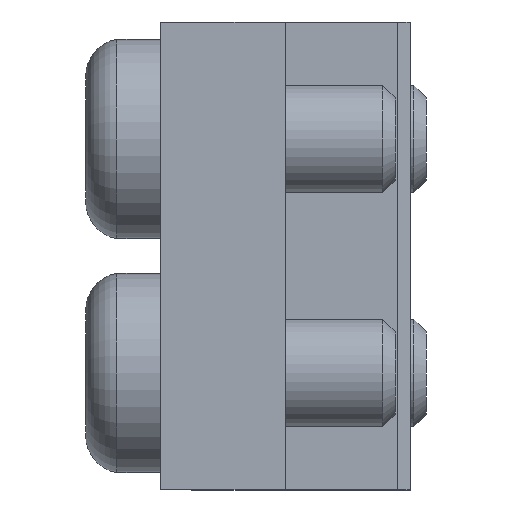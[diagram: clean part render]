
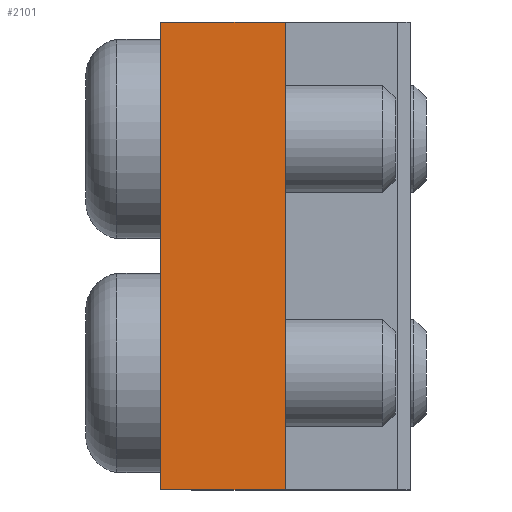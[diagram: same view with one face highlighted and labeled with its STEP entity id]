
A CAD part, left-side view. The second image highlights one B-rep face of the part: STEP entity #2101.
In plain terms, the highlighted face is planar.
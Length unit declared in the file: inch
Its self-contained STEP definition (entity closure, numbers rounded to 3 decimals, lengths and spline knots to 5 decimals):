
#11 = DIRECTION ( 'NONE',  ( 0., -1., 0. ) ) ;
#96 = CARTESIAN_POINT ( 'NONE',  ( 0., 0.22, 0. ) ) ;
#120 = CARTESIAN_POINT ( 'NONE',  ( 0.375, 0.22, 0. ) ) ;
#367 = CARTESIAN_POINT ( 'NONE',  ( 0.375, 0.12, 0. ) ) ;
#379 = VERTEX_POINT ( 'NONE', #2009 ) ;
#381 = CARTESIAN_POINT ( 'NONE',  ( 0.375, 0., 0. ) ) ;
#585 = VECTOR ( 'NONE', #11, 39.37008 ) ;
#619 = EDGE_LOOP ( 'NONE', ( #793, #1048, #2540, #782 ) ) ;
#782 = ORIENTED_EDGE ( 'NONE', *, *, #939, .T. ) ;
#793 = ORIENTED_EDGE ( 'NONE', *, *, #1388, .T. ) ;
#829 = FACE_OUTER_BOUND ( 'NONE', #619, .T. ) ;
#865 = EDGE_CURVE ( 'NONE', #1866, #1104, #1406, .T. ) ;
#877 = LINE ( 'NONE', #1723, #585 ) ;
#888 = AXIS2_PLACEMENT_3D ( 'NONE', #381, #1885, #1491 ) ;
#939 = EDGE_CURVE ( 'NONE', #1866, #2640, #1350, .T. ) ;
#1042 = VECTOR ( 'NONE', #1576, 39.37008 ) ;
#1048 = ORIENTED_EDGE ( 'NONE', *, *, #2799, .T. ) ;
#1104 = VERTEX_POINT ( 'NONE', #367 ) ;
#1228 = LINE ( 'NONE', #1407, #2724 ) ;
#1350 = LINE ( 'NONE', #120, #1042 ) ;
#1388 = EDGE_CURVE ( 'NONE', #2640, #379, #877, .T. ) ;
#1390 = CARTESIAN_POINT ( 'NONE',  ( 0.375, 0.22, 0. ) ) ;
#1406 = LINE ( 'NONE', #1781, #1536 ) ;
#1407 = CARTESIAN_POINT ( 'NONE',  ( 0., 0.12, 0. ) ) ;
#1491 = DIRECTION ( 'NONE',  ( -1., 0., 0. ) ) ;
#1536 = VECTOR ( 'NONE', #2712, 39.37008 ) ;
#1576 = DIRECTION ( 'NONE',  ( -1., 0., 0. ) ) ;
#1723 = CARTESIAN_POINT ( 'NONE',  ( 0., 0., 0. ) ) ;
#1781 = CARTESIAN_POINT ( 'NONE',  ( 0.375, 0., 0. ) ) ;
#1866 = VERTEX_POINT ( 'NONE', #1390 ) ;
#1885 = DIRECTION ( 'NONE',  ( 0., 0., -1. ) ) ;
#1931 = PLANE ( 'NONE',  #888 ) ;
#2009 = CARTESIAN_POINT ( 'NONE',  ( 0., 0.12, 0. ) ) ;
#2101 = ADVANCED_FACE ( 'NONE', ( #829 ), #1931, .F. ) ;
#2540 = ORIENTED_EDGE ( 'NONE', *, *, #865, .F. ) ;
#2640 = VERTEX_POINT ( 'NONE', #96 ) ;
#2712 = DIRECTION ( 'NONE',  ( 0., -1., 0. ) ) ;
#2724 = VECTOR ( 'NONE', #2761, 39.37008 ) ;
#2761 = DIRECTION ( 'NONE',  ( 1., 0., 0. ) ) ;
#2799 = EDGE_CURVE ( 'NONE', #379, #1104, #1228, .T. ) ;
